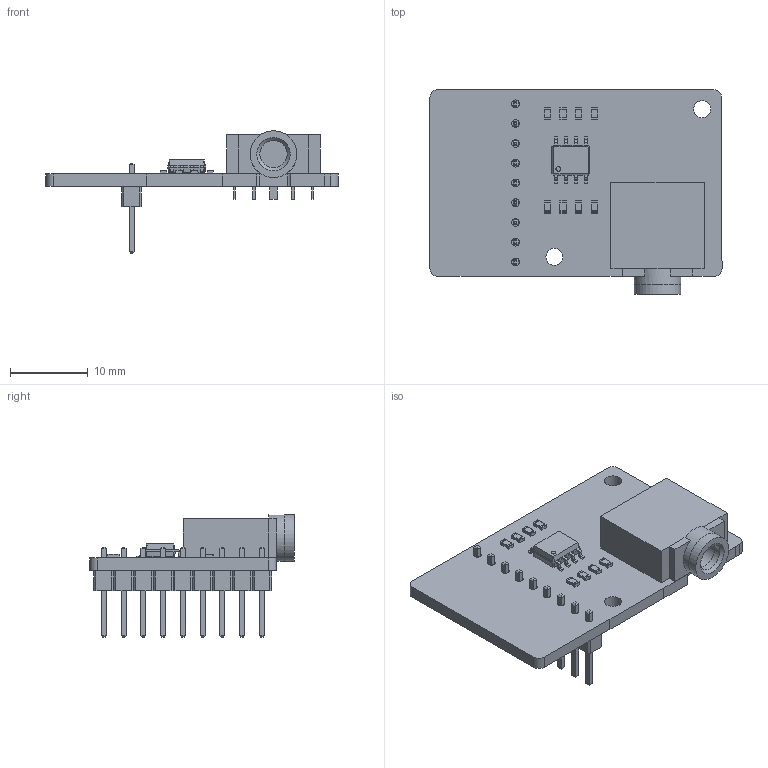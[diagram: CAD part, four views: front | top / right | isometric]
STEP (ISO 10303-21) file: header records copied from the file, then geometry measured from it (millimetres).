
FILE_DESCRIPTION(('KiCad electronic assembly'),'2;1');
FILE_NAME('VectorScopeMusicAddon.step','2024-09-02T09:53:21',('Pcbnew'), ('Kicad'),'Open CASCADE STEP processor 7.7','KiCad to STEP converter', 'Unknown');
FILE_SCHEMA(('AUTOMOTIVE_DESIGN { 1 0 10303 214 1 1 1 1 }'));
Length unit declared in the file: millimetre
Products named in the file (10): VectorScopeMusicAddon 1; R_0603_1608Metric; Jack_3.5mm_CUI_SJ1-3525N_Horizontal; SOIC-8_3.9x4.9mm_P1.27mm; SOIC_8_39x49mm_P127mm; PinHeader_1x09_P2.54mm_Vertical; PinHeader_1x09_P254mm_Vertical; VectorScopeMusicAddon_PCB
Assembly tree (16 placements, depth 3):
  VectorScopeMusicAddon 1
    R_0603_1608Metric  x8
      R_0603_1608Metric
    Jack_3.5mm_CUI_SJ1-3525N_Horizontal
      Jack_3.5mm_CUI_SJ1-3525N_Horizontal
    SOIC-8_3.9x4.9mm_P1.27mm
      SOIC_8_39x49mm_P127mm
    PinHeader_1x09_P2.54mm_Vertical
      PinHeader_1x09_P254mm_Vertical
    VectorScopeMusicAddon_PCB
Bounding box: 37.54 x 26.3 x 15.74 mm (x, y, z)
Volume: 2294.4 mm3; surface area: 3358 mm2
Topology: 12 solids, 12 shells, 698 faces, 1761 edges, 1117 vertices
Faces by surface type: plane 527, cylinder 138, bspline 32, cone 1
Full cylindrical faces by diameter (mm): 0.6 x1, 0.9 x5, 1 x9, 1.2 x5, 2.2 x2, 3.5 x2, 6 x2
Entity records: 18328 total; most frequent: CARTESIAN_POINT 2755, ORIENTED_EDGE 2570, DIRECTION 2422, EDGE_CURVE 1285, LINE 1086, VECTOR 1086, VERTEX_POINT 809, AXIS2_PLACEMENT_3D 668
